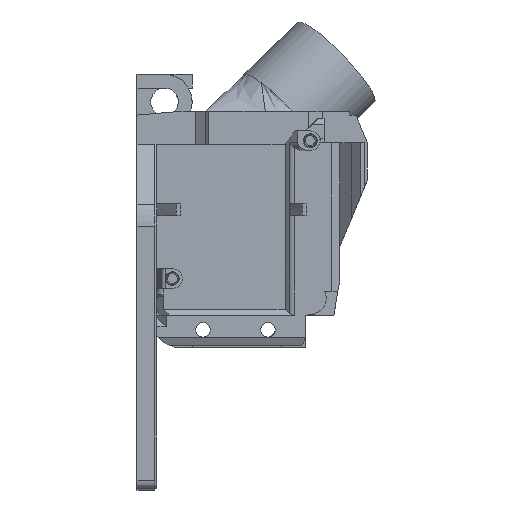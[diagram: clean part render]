
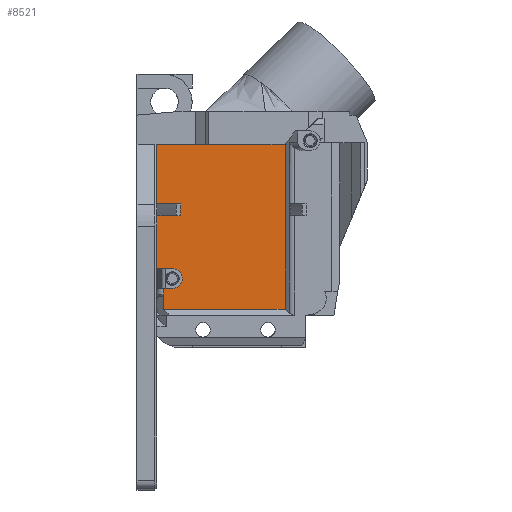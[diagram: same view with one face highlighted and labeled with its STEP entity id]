
A CAD part, left-side view. The second image highlights one B-rep face of the part: STEP entity #8521.
In plain terms, the highlighted planar face has unit normal (-1, 0, 0).
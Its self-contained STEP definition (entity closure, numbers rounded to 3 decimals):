
#344=PLANE('',#9241);
#826=FACE_OUTER_BOUND('',#1302,.T.);
#1302=EDGE_LOOP('',(#7639,#7640,#7641,#7642,#7643,#7644,#7645,#7646,#7647,
#7648,#7649,#7650,#7651,#7652,#7653,#7654,#7655,#7656));
#1586=CIRCLE('',#9093,2.5);
#1587=CIRCLE('',#9098,15.5);
#1588=CIRCLE('',#9101,21.5);
#1589=CIRCLE('',#9102,21.5);
#1814=LINE('',#12081,#2644);
#1816=LINE('',#12085,#2646);
#2324=LINE('',#16293,#3154);
#2327=LINE('',#16302,#3157);
#2329=LINE('',#16310,#3159);
#2333=LINE('',#16319,#3163);
#2335=LINE('',#16322,#3165);
#2336=LINE('',#16326,#3166);
#2339=LINE('',#16337,#3169);
#2340=LINE('',#16351,#3170);
#2341=LINE('',#16354,#3171);
#2342=LINE('',#16380,#3172);
#2483=LINE('',#16832,#3313);
#2484=LINE('',#16834,#3314);
#2644=VECTOR('',#9464,10.);
#2646=VECTOR('',#9466,10.);
#3154=VECTOR('',#10862,10.);
#3157=VECTOR('',#10869,10.);
#3159=VECTOR('',#10877,10.);
#3163=VECTOR('',#10887,10.);
#3165=VECTOR('',#10891,10.);
#3166=VECTOR('',#10894,10.);
#3169=VECTOR('',#10903,10.);
#3170=VECTOR('',#10912,10.);
#3171=VECTOR('',#10917,1.8);
#3172=VECTOR('',#10926,10.);
#3313=VECTOR('',#11329,10.);
#3314=VECTOR('',#11332,10.);
#3516=VERTEX_POINT('',#12078);
#3517=VERTEX_POINT('',#12080);
#3518=VERTEX_POINT('',#12082);
#3519=VERTEX_POINT('',#12084);
#3774=VERTEX_POINT('',#14835);
#4057=VERTEX_POINT('',#16290);
#4058=VERTEX_POINT('',#16292);
#4061=VERTEX_POINT('',#16299);
#4062=VERTEX_POINT('',#16301);
#4064=VERTEX_POINT('',#16307);
#4065=VERTEX_POINT('',#16309);
#4066=VERTEX_POINT('',#16314);
#4067=VERTEX_POINT('',#16318);
#4068=VERTEX_POINT('',#16324);
#4069=VERTEX_POINT('',#16325);
#4070=VERTEX_POINT('',#16332);
#4071=VERTEX_POINT('',#16336);
#4162=VERTEX_POINT('',#16830);
#4343=EDGE_CURVE('',#3517,#3516,#1814,.T.);
#4345=EDGE_CURVE('',#3519,#3518,#1816,.T.);
#5141=EDGE_CURVE('',#4057,#4058,#2324,.T.);
#5145=EDGE_CURVE('',#4061,#4062,#2327,.T.);
#5149=EDGE_CURVE('',#4065,#4064,#2329,.T.);
#5152=EDGE_CURVE('',#4066,#4065,#1586,.T.);
#5154=EDGE_CURVE('',#4067,#4066,#2333,.T.);
#5156=EDGE_CURVE('',#3774,#4067,#2335,.T.);
#5157=EDGE_CURVE('',#4068,#4069,#2336,.T.);
#5160=EDGE_CURVE('',#4070,#4068,#1587,.T.);
#5162=EDGE_CURVE('',#4071,#4070,#2339,.T.);
#5164=EDGE_CURVE('',#3518,#4071,#1588,.T.);
#5165=EDGE_CURVE('',#4069,#3517,#1589,.T.);
#5167=EDGE_CURVE('',#3774,#3516,#2340,.T.);
#5169=EDGE_CURVE('',#4062,#4064,#2341,.T.);
#5174=EDGE_CURVE('',#4058,#4061,#2342,.T.);
#5367=EDGE_CURVE('',#4057,#4162,#2483,.T.);
#5368=EDGE_CURVE('',#3519,#4162,#2484,.T.);
#7639=ORIENTED_EDGE('',*,*,#5368,.F.);
#7640=ORIENTED_EDGE('',*,*,#4345,.T.);
#7641=ORIENTED_EDGE('',*,*,#5164,.T.);
#7642=ORIENTED_EDGE('',*,*,#5162,.T.);
#7643=ORIENTED_EDGE('',*,*,#5160,.T.);
#7644=ORIENTED_EDGE('',*,*,#5157,.T.);
#7645=ORIENTED_EDGE('',*,*,#5165,.T.);
#7646=ORIENTED_EDGE('',*,*,#4343,.T.);
#7647=ORIENTED_EDGE('',*,*,#5167,.F.);
#7648=ORIENTED_EDGE('',*,*,#5156,.T.);
#7649=ORIENTED_EDGE('',*,*,#5154,.T.);
#7650=ORIENTED_EDGE('',*,*,#5152,.T.);
#7651=ORIENTED_EDGE('',*,*,#5149,.T.);
#7652=ORIENTED_EDGE('',*,*,#5169,.F.);
#7653=ORIENTED_EDGE('',*,*,#5145,.F.);
#7654=ORIENTED_EDGE('',*,*,#5174,.F.);
#7655=ORIENTED_EDGE('',*,*,#5141,.F.);
#7656=ORIENTED_EDGE('',*,*,#5367,.T.);
#8521=ADVANCED_FACE('',(#826),#344,.T.);
#9093=AXIS2_PLACEMENT_3D('',#16315,#10882,#10883);
#9098=AXIS2_PLACEMENT_3D('',#16333,#10898,#10899);
#9101=AXIS2_PLACEMENT_3D('',#16342,#10906,#10907);
#9102=AXIS2_PLACEMENT_3D('',#16343,#10908,#10909);
#9241=AXIS2_PLACEMENT_3D('',#16833,#11330,#11331);
#9464=DIRECTION('',(0.,0.,-1.));
#9466=DIRECTION('',(0.,0.,-1.));
#10862=DIRECTION('',(0.,1.,0.));
#10869=DIRECTION('',(0.,1.,0.));
#10877=DIRECTION('',(0.,1.,0.));
#10882=DIRECTION('center_axis',(1.,0.,0.));
#10883=DIRECTION('ref_axis',(0.,-1.,0.));
#10887=DIRECTION('',(0.,-1.,0.));
#10891=DIRECTION('',(0.,0.,1.));
#10894=DIRECTION('',(0.,1.,0.));
#10898=DIRECTION('center_axis',(-1.,0.,0.));
#10899=DIRECTION('ref_axis',(0.,-1.,0.));
#10903=DIRECTION('',(0.,-1.,0.));
#10906=DIRECTION('center_axis',(1.,0.,0.));
#10907=DIRECTION('ref_axis',(0.,1.,0.));
#10908=DIRECTION('center_axis',(1.,0.,0.));
#10909=DIRECTION('ref_axis',(0.,1.,0.));
#10912=DIRECTION('',(0.,1.,0.));
#10917=DIRECTION('',(0.,0.,1.));
#10926=DIRECTION('',(0.,0.,1.));
#11329=DIRECTION('',(0.,0.,1.));
#11330=DIRECTION('center_axis',(-1.,0.,0.));
#11331=DIRECTION('ref_axis',(0.,-1.,0.));
#11332=DIRECTION('',(0.,-1.,0.));
#12078=CARTESIAN_POINT('',(-19.,20.,68.59));
#12080=CARTESIAN_POINT('',(-19.,20.,87.899));
#12081=CARTESIAN_POINT('',(-19.,20.,98.88));
#12082=CARTESIAN_POINT('',(-19.,20.,87.901));
#12084=CARTESIAN_POINT('',(-19.,20.,104.5));
#12085=CARTESIAN_POINT('',(-19.,20.,98.88));
#14835=CARTESIAN_POINT('',(-19.,19.9,68.59));
#16290=CARTESIAN_POINT('',(-19.,-12.603,62.611));
#16292=CARTESIAN_POINT('',(-19.,18.3,62.611));
#16293=CARTESIAN_POINT('',(-19.,-11.216,62.611));
#16299=CARTESIAN_POINT('',(-19.,18.3,66.45));
#16301=CARTESIAN_POINT('',(-19.,18.388,66.45));
#16302=CARTESIAN_POINT('',(-19.,0.25,66.45));
#16307=CARTESIAN_POINT('',(-19.,18.388,67.9));
#16309=CARTESIAN_POINT('',(-19.,16.,67.9));
#16310=CARTESIAN_POINT('',(-19.,3.5,67.9));
#16314=CARTESIAN_POINT('',(-19.,15.751,72.888));
#16315=CARTESIAN_POINT('Origin',(-19.,16.,70.4));
#16318=CARTESIAN_POINT('',(-19.,19.9,72.888));
#16319=CARTESIAN_POINT('',(-19.,-1.968,72.888));
#16322=CARTESIAN_POINT('',(-19.,19.9,88.353));
#16324=CARTESIAN_POINT('',(-19.,13.927,86.4));
#16325=CARTESIAN_POINT('',(-19.,19.948,86.4));
#16326=CARTESIAN_POINT('',(-19.,1.214,86.4));
#16332=CARTESIAN_POINT('',(-19.,13.927,89.4));
#16333=CARTESIAN_POINT('Origin',(-19.,-1.5,87.9));
#16336=CARTESIAN_POINT('',(-19.,19.948,89.4));
#16337=CARTESIAN_POINT('',(-19.,1.716,89.4));
#16342=CARTESIAN_POINT('Origin',(-19.,-1.5,87.9));
#16343=CARTESIAN_POINT('Origin',(-19.,-1.5,87.9));
#16351=CARTESIAN_POINT('',(-19.,25.,68.59));
#16354=CARTESIAN_POINT('',(-19.,18.388,67.16));
#16380=CARTESIAN_POINT('',(-19.,18.3,87.969));
#16830=CARTESIAN_POINT('',(-19.,-12.603,104.5));
#16832=CARTESIAN_POINT('',(-19.,-12.603,78.769));
#16833=CARTESIAN_POINT('Origin',(-19.,-11.5,84.306));
#16834=CARTESIAN_POINT('',(-19.,-5.125,104.5));
